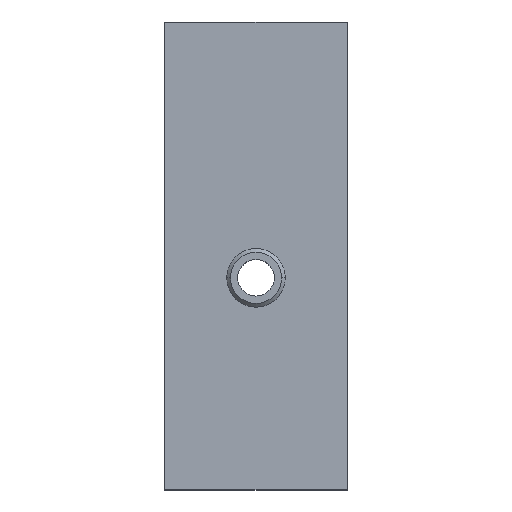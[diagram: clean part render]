
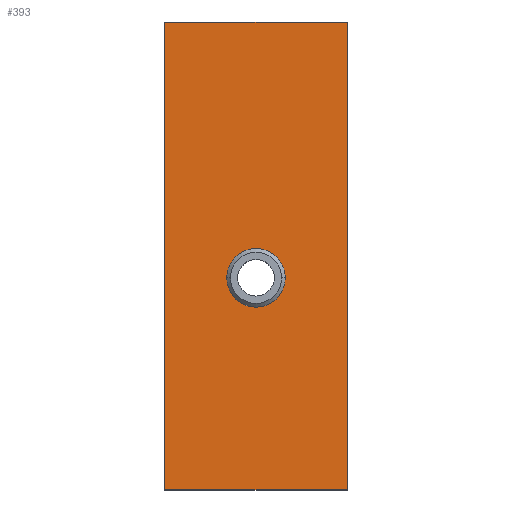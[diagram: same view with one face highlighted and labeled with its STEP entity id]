
A CAD part, top view. The second image highlights one B-rep face of the part: STEP entity #393.
In plain terms, the highlighted planar face has unit normal (0, 0, 1).
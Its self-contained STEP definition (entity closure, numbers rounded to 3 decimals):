
#1 = CARTESIAN_POINT ( 'NONE',  ( -4., -3., 6. ) ) ;
#13 = AXIS2_PLACEMENT_3D ( 'NONE', #269, #387, #65 ) ;
#32 = VERTEX_POINT ( 'NONE', #228 ) ;
#57 = FACE_BOUND ( 'NONE', #857, .T. ) ;
#64 = VERTEX_POINT ( 'NONE', #705 ) ;
#65 = DIRECTION ( 'NONE',  ( -1., 0., 0. ) ) ;
#102 = DIRECTION ( 'NONE',  ( 0., 0., 1. ) ) ;
#104 = DIRECTION ( 'NONE',  ( 0., 1., 0. ) ) ;
#106 = AXIS2_PLACEMENT_3D ( 'NONE', #420, #495, #300 ) ;
#111 = ORIENTED_EDGE ( 'NONE', *, *, #537, .T. ) ;
#128 = VERTEX_POINT ( 'NONE', #392 ) ;
#143 = CARTESIAN_POINT ( 'NONE',  ( -12.5, -32., 6. ) ) ;
#151 = EDGE_CURVE ( 'NONE', #176, #358, #704, .T. ) ;
#155 = ORIENTED_EDGE ( 'NONE', *, *, #766, .F. ) ;
#176 = VERTEX_POINT ( 'NONE', #1 ) ;
#228 = CARTESIAN_POINT ( 'NONE',  ( -12.5, -32., 6. ) ) ;
#269 = CARTESIAN_POINT ( 'NONE',  ( 0., -3., 6. ) ) ;
#281 = EDGE_LOOP ( 'NONE', ( #462, #561, #111, #289 ) ) ;
#289 = ORIENTED_EDGE ( 'NONE', *, *, #292, .T. ) ;
#292 = EDGE_CURVE ( 'NONE', #32, #64, #626, .T. ) ;
#300 = DIRECTION ( 'NONE',  ( -1., 0., 0. ) ) ;
#325 = LINE ( 'NONE', #772, #531 ) ;
#328 = VECTOR ( 'NONE', #839, 1000. ) ;
#356 = PLANE ( 'NONE',  #106 ) ;
#358 = VERTEX_POINT ( 'NONE', #544 ) ;
#369 = CARTESIAN_POINT ( 'NONE',  ( 0., -3., 6. ) ) ;
#387 = DIRECTION ( 'NONE',  ( 0., 0., 1. ) ) ;
#392 = CARTESIAN_POINT ( 'NONE',  ( 12.5, 32., 6. ) ) ;
#393 = ADVANCED_FACE ( 'NONE', ( #57, #788 ), #356, .F. ) ;
#398 = EDGE_CURVE ( 'NONE', #64, #128, #475, .T. ) ;
#408 = VECTOR ( 'NONE', #803, 1000. ) ;
#420 = CARTESIAN_POINT ( 'NONE',  ( 0., 0., 6. ) ) ;
#461 = AXIS2_PLACEMENT_3D ( 'NONE', #369, #102, #564 ) ;
#462 = ORIENTED_EDGE ( 'NONE', *, *, #398, .T. ) ;
#475 = LINE ( 'NONE', #831, #586 ) ;
#495 = DIRECTION ( 'NONE',  ( 0., 0., -1. ) ) ;
#501 = CARTESIAN_POINT ( 'NONE',  ( -12.5, 32., 6. ) ) ;
#531 = VECTOR ( 'NONE', #715, 1000. ) ;
#533 = ORIENTED_EDGE ( 'NONE', *, *, #151, .F. ) ;
#537 = EDGE_CURVE ( 'NONE', #720, #32, #325, .T. ) ;
#544 = CARTESIAN_POINT ( 'NONE',  ( 4., -3., 6. ) ) ;
#554 = CARTESIAN_POINT ( 'NONE',  ( -12.5, 32., 6. ) ) ;
#558 = CIRCLE ( 'NONE', #461, 4. ) ;
#561 = ORIENTED_EDGE ( 'NONE', *, *, #727, .T. ) ;
#564 = DIRECTION ( 'NONE',  ( -1., 0., 0. ) ) ;
#586 = VECTOR ( 'NONE', #104, 1000. ) ;
#608 = LINE ( 'NONE', #554, #328 ) ;
#626 = LINE ( 'NONE', #143, #408 ) ;
#704 = CIRCLE ( 'NONE', #13, 4. ) ;
#705 = CARTESIAN_POINT ( 'NONE',  ( 12.5, -32., 6. ) ) ;
#715 = DIRECTION ( 'NONE',  ( 0., -1., 0. ) ) ;
#720 = VERTEX_POINT ( 'NONE', #501 ) ;
#727 = EDGE_CURVE ( 'NONE', #128, #720, #608, .T. ) ;
#766 = EDGE_CURVE ( 'NONE', #358, #176, #558, .T. ) ;
#772 = CARTESIAN_POINT ( 'NONE',  ( -12.5, -32., 6. ) ) ;
#788 = FACE_OUTER_BOUND ( 'NONE', #281, .T. ) ;
#803 = DIRECTION ( 'NONE',  ( 1., 0., 0. ) ) ;
#831 = CARTESIAN_POINT ( 'NONE',  ( 12.5, -32., 6. ) ) ;
#839 = DIRECTION ( 'NONE',  ( -1., 0., 0. ) ) ;
#857 = EDGE_LOOP ( 'NONE', ( #533, #155 ) ) ;
